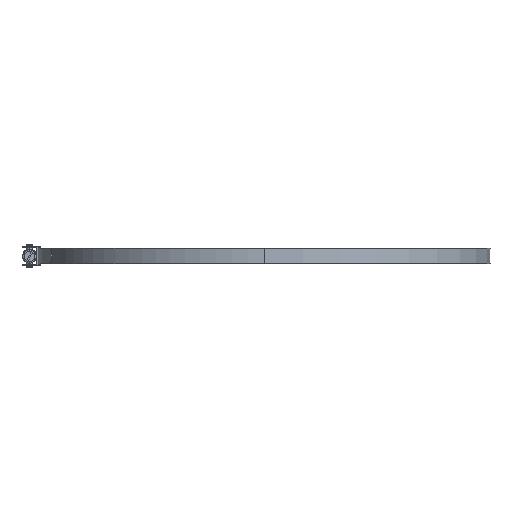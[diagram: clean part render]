
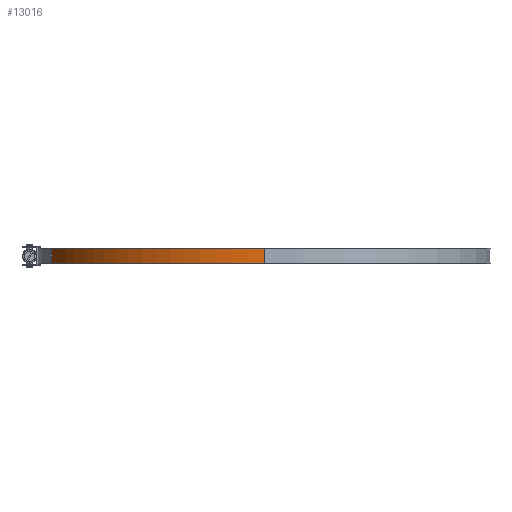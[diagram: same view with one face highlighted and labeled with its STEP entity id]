
A CAD part, left-side view. The second image highlights one B-rep face of the part: STEP entity #13016.
In plain terms, the highlighted cylindrical face has radius 181.53 mm (diameter 363.06 mm), a partial arc.
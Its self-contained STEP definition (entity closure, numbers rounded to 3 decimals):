
#150 = DIRECTION ( 'NONE',  ( 0., 0., 1. ) ) ;
#199 = AXIS2_PLACEMENT_3D ( 'NONE', #13544, #11534, #10643 ) ;
#1157 = CYLINDRICAL_SURFACE ( 'NONE', #199, 181.53 ) ;
#1647 = VERTEX_POINT ( 'NONE', #6943 ) ;
#1802 = VERTEX_POINT ( 'NONE', #5119 ) ;
#1909 = DIRECTION ( 'NONE',  ( 0., 0., -1. ) ) ;
#2085 = CARTESIAN_POINT ( 'NONE',  ( 0., 181.53, -6.35 ) ) ;
#2276 = ORIENTED_EDGE ( 'NONE', *, *, #9159, .F. ) ;
#2521 = DIRECTION ( 'NONE',  ( 0., 0., -1. ) ) ;
#2734 = CARTESIAN_POINT ( 'NONE',  ( -181.53, 0., 6.35 ) ) ;
#4013 = EDGE_CURVE ( 'NONE', #11418, #1802, #12903, .T. ) ;
#4265 = ORIENTED_EDGE ( 'NONE', *, *, #4013, .T. ) ;
#4513 = VECTOR ( 'NONE', #2521, 1000. ) ;
#4622 = AXIS2_PLACEMENT_3D ( 'NONE', #12655, #150, #8621 ) ;
#5119 = CARTESIAN_POINT ( 'NONE',  ( -181.53, 0., -6.35 ) ) ;
#5194 = DIRECTION ( 'NONE',  ( 0., 0., 1. ) ) ;
#5482 = ORIENTED_EDGE ( 'NONE', *, *, #7497, .F. ) ;
#6528 = FACE_OUTER_BOUND ( 'NONE', #9706, .T. ) ;
#6943 = CARTESIAN_POINT ( 'NONE',  ( 0., 181.53, 6.35 ) ) ;
#7497 = EDGE_CURVE ( 'NONE', #7594, #1802, #12811, .T. ) ;
#7594 = VERTEX_POINT ( 'NONE', #11937 ) ;
#8234 = VECTOR ( 'NONE', #1909, 1000. ) ;
#8328 = DIRECTION ( 'NONE',  ( 1., 0., 0. ) ) ;
#8621 = DIRECTION ( 'NONE',  ( 1., 0., 0. ) ) ;
#8945 = ORIENTED_EDGE ( 'NONE', *, *, #9544, .T. ) ;
#9159 = EDGE_CURVE ( 'NONE', #1647, #7594, #10629, .T. ) ;
#9544 = EDGE_CURVE ( 'NONE', #1647, #11418, #12215, .T. ) ;
#9706 = EDGE_LOOP ( 'NONE', ( #5482, #2276, #8945, #4265 ) ) ;
#10629 = CIRCLE ( 'NONE', #12803, 181.53 ) ;
#10643 = DIRECTION ( 'NONE',  ( -1., 0., 0. ) ) ;
#11263 = CARTESIAN_POINT ( 'NONE',  ( 0., 181.53, 6.35 ) ) ;
#11418 = VERTEX_POINT ( 'NONE', #2085 ) ;
#11534 = DIRECTION ( 'NONE',  ( 0., 0., -1. ) ) ;
#11937 = CARTESIAN_POINT ( 'NONE',  ( -181.53, 0., 6.35 ) ) ;
#12215 = LINE ( 'NONE', #11263, #8234 ) ;
#12360 = CARTESIAN_POINT ( 'NONE',  ( 0., 0., 6.35 ) ) ;
#12655 = CARTESIAN_POINT ( 'NONE',  ( 0., 0., -6.35 ) ) ;
#12803 = AXIS2_PLACEMENT_3D ( 'NONE', #12360, #5194, #8328 ) ;
#12811 = LINE ( 'NONE', #2734, #4513 ) ;
#12903 = CIRCLE ( 'NONE', #4622, 181.53 ) ;
#13016 = ADVANCED_FACE ( 'NONE', ( #6528 ), #1157, .T. ) ;
#13544 = CARTESIAN_POINT ( 'NONE',  ( 0., 0., 6.35 ) ) ;
